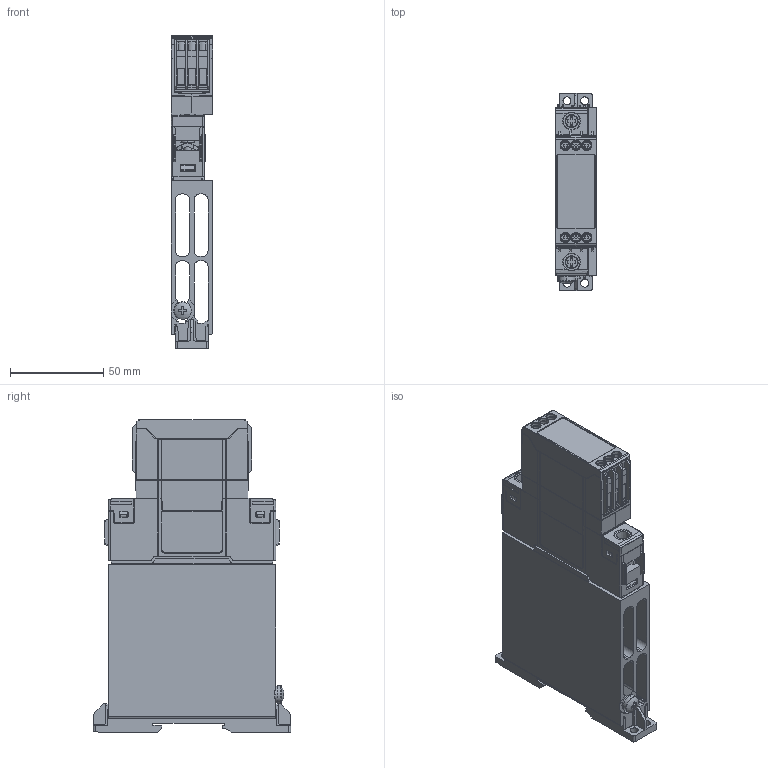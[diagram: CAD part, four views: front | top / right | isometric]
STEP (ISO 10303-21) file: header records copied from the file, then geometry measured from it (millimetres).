
FILE_DESCRIPTION((''),'2;1');
FILE_NAME('CGI0902-00-3D.stp','2011-11-15T15:33:41',(''),(''),'Mechanical Desktop 2011','Mechanical Desktop 2011',', , ');
FILE_SCHEMA(('CONFIG_CONTROL_DESIGN'));
Length unit declared in the file: millimetre
Products named in the file (2): Product; CGI0902-00
Assembly tree (1 placements, depth 2):
  Product
    CGI0902-00
Bounding box: 22.5 x 106 x 168.15 mm (x, y, z)
Volume: 197188.2 mm3; surface area: 78629.6 mm2
Topology: 2 solids, 5 shells, 1624 faces, 4662 edges, 3017 vertices
Faces by surface type: plane 700, bspline 496, cylinder 334, torus 36, cone 34, sphere 24
Entity records: 60127 total; most frequent: CARTESIAN_POINT 18494, ORIENTED_EDGE 9166, DIRECTION 8130, EDGE_CURVE 4583, VECTOR 3036, LINE 3036, VERTEX_POINT 3018, AXIS2_PLACEMENT_3D 2547
